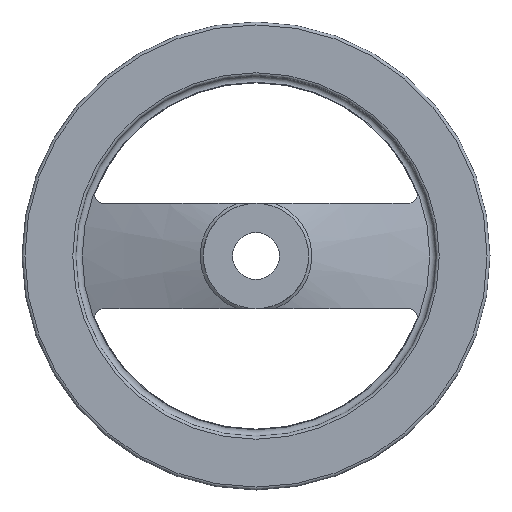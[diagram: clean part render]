
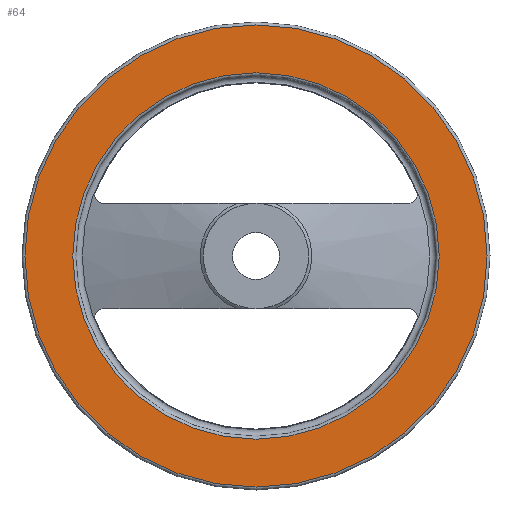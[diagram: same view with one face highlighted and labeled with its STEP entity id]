
A CAD part, left-side view. The second image highlights one B-rep face of the part: STEP entity #64.
In plain terms, the highlighted planar face has unit normal (-1, 0, 0).
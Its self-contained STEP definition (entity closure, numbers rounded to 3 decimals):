
#64 = ADVANCED_FACE( '', ( #146, #147 ), #148, .F. );
#146 = FACE_OUTER_BOUND( '', #253, .T. );
#147 = FACE_BOUND( '', #254, .T. );
#148 = PLANE( '', #255 );
#253 = EDGE_LOOP( '', ( #388 ) );
#254 = EDGE_LOOP( '', ( #389 ) );
#255 = AXIS2_PLACEMENT_3D( '', #390, #391, #392 );
#388 = ORIENTED_EDGE( '', *, *, #595, .F. );
#389 = ORIENTED_EDGE( '', *, *, #590, .T. );
#390 = CARTESIAN_POINT( '', ( 19., 62.64, 0. ) );
#391 = DIRECTION( '', ( 1., 0., 0. ) );
#392 = DIRECTION( '', ( 0., 0., -1. ) );
#590 = EDGE_CURVE( '', #700, #700, #701, .T. );
#595 = EDGE_CURVE( '', #706, #706, #707, .T. );
#700 = VERTEX_POINT( '', #1028 );
#701 = CIRCLE( '', #1029, 62.64 );
#706 = VERTEX_POINT( '', #1036 );
#707 = CIRCLE( '', #1037, 79. );
#1028 = CARTESIAN_POINT( '', ( 19., 0., -62.64 ) );
#1029 = AXIS2_PLACEMENT_3D( '', #1267, #1268, #1269 );
#1036 = CARTESIAN_POINT( '', ( 19., 0., -79. ) );
#1037 = AXIS2_PLACEMENT_3D( '', #1272, #1273, #1274 );
#1267 = CARTESIAN_POINT( '', ( 19., 0., 0. ) );
#1268 = DIRECTION( '', ( 1., 0., 0. ) );
#1269 = DIRECTION( '', ( 0., 0., -1. ) );
#1272 = CARTESIAN_POINT( '', ( 19., 0., 0. ) );
#1273 = DIRECTION( '', ( 1., 0., 0. ) );
#1274 = DIRECTION( '', ( 0., 0., -1. ) );
